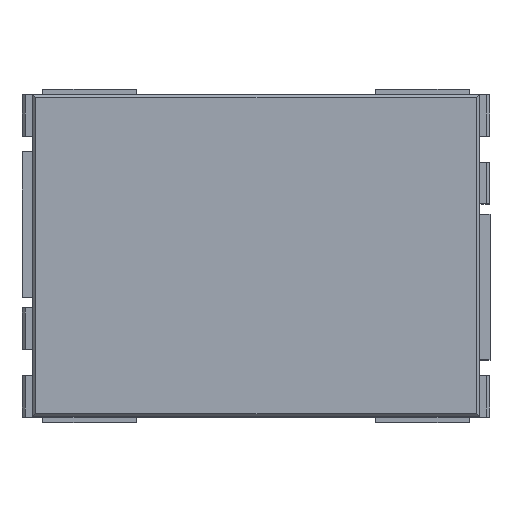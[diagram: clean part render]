
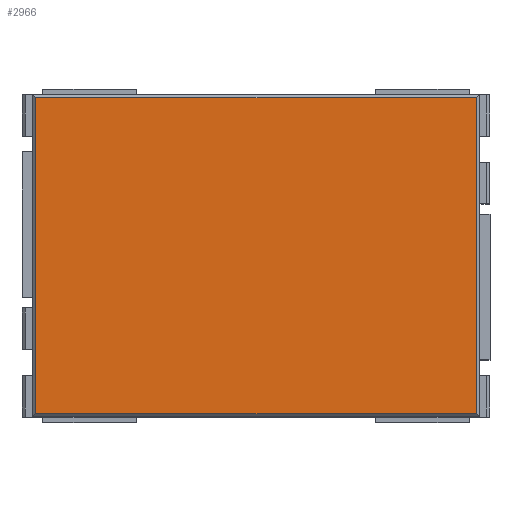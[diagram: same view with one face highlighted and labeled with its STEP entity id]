
A CAD part, top view. The second image highlights one B-rep face of the part: STEP entity #2966.
In plain terms, the highlighted planar face has unit normal (0, 0, 1).
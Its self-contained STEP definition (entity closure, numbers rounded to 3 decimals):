
#3 = CARTESIAN_POINT ( 'NONE',  ( 0., 0., 2.198 ) ) ;
#15 = LINE ( 'NONE', #1226, #3541 ) ;
#40 = LINE ( 'NONE', #1812, #1836 ) ;
#133 = EDGE_CURVE ( 'NONE', #1832, #1973, #15, .T. ) ;
#182 = EDGE_CURVE ( 'NONE', #2978, #3808, #3435, .T. ) ;
#192 = CARTESIAN_POINT ( 'NONE',  ( 2.12, 0., 2.198 ) ) ;
#318 = AXIS2_PLACEMENT_3D ( 'NONE', #3, #669, #2185 ) ;
#579 = FACE_OUTER_BOUND ( 'NONE', #1454, .T. ) ;
#669 = DIRECTION ( 'NONE',  ( 0., 0., -1. ) ) ;
#685 = CARTESIAN_POINT ( 'NONE',  ( 0., 1.52, 2.198 ) ) ;
#959 = ORIENTED_EDGE ( 'NONE', *, *, #2103, .F. ) ;
#1047 = ORIENTED_EDGE ( 'NONE', *, *, #133, .F. ) ;
#1153 = PLANE ( 'NONE',  #318 ) ;
#1226 = CARTESIAN_POINT ( 'NONE',  ( 0., -1.52, 2.198 ) ) ;
#1227 = CARTESIAN_POINT ( 'NONE',  ( -2.12, 1.52, 2.198 ) ) ;
#1267 = EDGE_CURVE ( 'NONE', #1973, #2978, #40, .T. ) ;
#1356 = CARTESIAN_POINT ( 'NONE',  ( 2.12, -1.52, 2.198 ) ) ;
#1454 = EDGE_LOOP ( 'NONE', ( #959, #1632, #2822, #1047 ) ) ;
#1632 = ORIENTED_EDGE ( 'NONE', *, *, #182, .F. ) ;
#1812 = CARTESIAN_POINT ( 'NONE',  ( -2.12, 0., 2.198 ) ) ;
#1832 = VERTEX_POINT ( 'NONE', #1356 ) ;
#1836 = VECTOR ( 'NONE', #2502, 1000. ) ;
#1973 = VERTEX_POINT ( 'NONE', #2631 ) ;
#1989 = LINE ( 'NONE', #192, #3182 ) ;
#2103 = EDGE_CURVE ( 'NONE', #3808, #1832, #1989, .T. ) ;
#2185 = DIRECTION ( 'NONE',  ( -1., 0., 0. ) ) ;
#2385 = CARTESIAN_POINT ( 'NONE',  ( 2.12, 1.52, 2.198 ) ) ;
#2451 = DIRECTION ( 'NONE',  ( -1., 0., 0. ) ) ;
#2502 = DIRECTION ( 'NONE',  ( 0., 1., 0. ) ) ;
#2631 = CARTESIAN_POINT ( 'NONE',  ( -2.12, -1.52, 2.198 ) ) ;
#2822 = ORIENTED_EDGE ( 'NONE', *, *, #1267, .F. ) ;
#2966 = ADVANCED_FACE ( 'NONE', ( #579 ), #1153, .F. ) ;
#2978 = VERTEX_POINT ( 'NONE', #1227 ) ;
#3181 = DIRECTION ( 'NONE',  ( 1., 0., 0. ) ) ;
#3182 = VECTOR ( 'NONE', #3209, 1000. ) ;
#3209 = DIRECTION ( 'NONE',  ( 0., -1., 0. ) ) ;
#3435 = LINE ( 'NONE', #685, #3801 ) ;
#3541 = VECTOR ( 'NONE', #2451, 1000. ) ;
#3801 = VECTOR ( 'NONE', #3181, 1000. ) ;
#3808 = VERTEX_POINT ( 'NONE', #2385 ) ;
